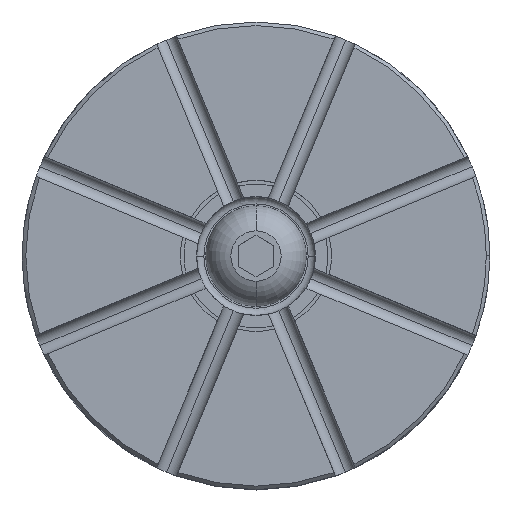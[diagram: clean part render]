
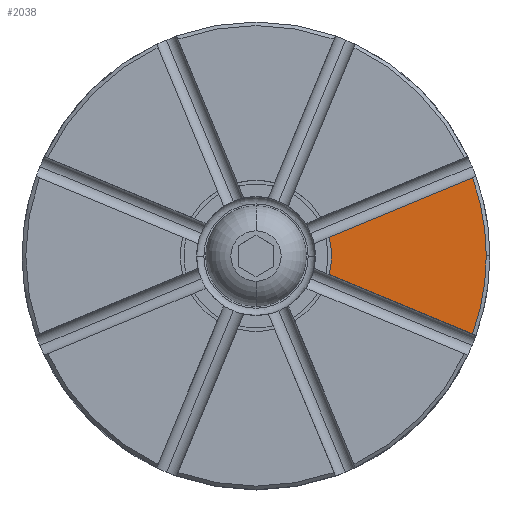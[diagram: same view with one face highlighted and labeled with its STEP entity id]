
A CAD part, top view. The second image highlights one B-rep face of the part: STEP entity #2038.
In plain terms, the highlighted planar face has unit normal (0, 0, 1).
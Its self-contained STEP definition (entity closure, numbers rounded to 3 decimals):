
#23 = FACE_OUTER_BOUND ( 'NONE', #1415, .T. ) ;
#322 = ORIENTED_EDGE ( 'NONE', *, *, #2165, .F. ) ;
#765 = EDGE_CURVE ( 'NONE', #1037, #3342, #6219, .T. ) ;
#932 = DIRECTION ( 'NONE',  ( 0., 0., 1. ) ) ;
#1037 = VERTEX_POINT ( 'NONE', #7328 ) ;
#1084 = VECTOR ( 'NONE', #7621, 1000. ) ;
#1143 = CARTESIAN_POINT ( 'NONE',  ( 10.175, 2.591, 25. ) ) ;
#1415 = EDGE_LOOP ( 'NONE', ( #7354, #4692, #2736, #4237, #322 ) ) ;
#1449 = DIRECTION ( 'NONE',  ( -1., 0., 0. ) ) ;
#1696 = DIRECTION ( 'NONE',  ( 1., 0., 0. ) ) ;
#1863 = DIRECTION ( 'NONE',  ( 1., 0., 0. ) ) ;
#1978 = EDGE_CURVE ( 'NONE', #5904, #4914, #6188, .T. ) ;
#2038 = ADVANCED_FACE ( 'NONE', ( #23 ), #7002, .F. ) ;
#2165 = EDGE_CURVE ( 'NONE', #3342, #6351, #4844, .T. ) ;
#2388 = DIRECTION ( 'NONE',  ( -0.924, 0.383, 0. ) ) ;
#2588 = EDGE_CURVE ( 'NONE', #4914, #6351, #4008, .T. ) ;
#2677 = CARTESIAN_POINT ( 'NONE',  ( 0., -10.5, 25. ) ) ;
#2736 = ORIENTED_EDGE ( 'NONE', *, *, #1978, .T. ) ;
#2767 = CARTESIAN_POINT ( 'NONE',  ( 0., 0., 25. ) ) ;
#3250 = AXIS2_PLACEMENT_3D ( 'NONE', #2767, #932, #1449 ) ;
#3342 = VERTEX_POINT ( 'NONE', #6823 ) ;
#3683 = DIRECTION ( 'NONE',  ( 0., 0., 1. ) ) ;
#3760 = CARTESIAN_POINT ( 'NONE',  ( -3.138, -2.924, 25. ) ) ;
#3921 = AXIS2_PLACEMENT_3D ( 'NONE', #6879, #3683, #1863 ) ;
#4008 = LINE ( 'NONE', #3760, #1084 ) ;
#4153 = EDGE_CURVE ( 'NONE', #1037, #5904, #5670, .T. ) ;
#4237 = ORIENTED_EDGE ( 'NONE', *, *, #2588, .T. ) ;
#4415 = VECTOR ( 'NONE', #2388, 1000. ) ;
#4692 = ORIENTED_EDGE ( 'NONE', *, *, #4153, .T. ) ;
#4844 = CIRCLE ( 'NONE', #3250, 10.5 ) ;
#4914 = VERTEX_POINT ( 'NONE', #6632 ) ;
#5389 = AXIS2_PLACEMENT_3D ( 'NONE', #2677, #8257, #5868 ) ;
#5581 = CARTESIAN_POINT ( 'NONE',  ( 4.286, -0.152, 25. ) ) ;
#5670 = CIRCLE ( 'NONE', #3921, 32. ) ;
#5868 = DIRECTION ( 'NONE',  ( 1., 0., 0. ) ) ;
#5904 = VERTEX_POINT ( 'NONE', #7984 ) ;
#6188 = CIRCLE ( 'NONE', #7276, 32. ) ;
#6219 = LINE ( 'NONE', #5581, #4415 ) ;
#6351 = VERTEX_POINT ( 'NONE', #1143 ) ;
#6632 = CARTESIAN_POINT ( 'NONE',  ( 30.106, 10.847, 25. ) ) ;
#6823 = CARTESIAN_POINT ( 'NONE',  ( 10.175, -2.591, 25. ) ) ;
#6874 = CARTESIAN_POINT ( 'NONE',  ( 0., 0., 25. ) ) ;
#6879 = CARTESIAN_POINT ( 'NONE',  ( 0., 0., 25. ) ) ;
#7002 = PLANE ( 'NONE',  #5389 ) ;
#7276 = AXIS2_PLACEMENT_3D ( 'NONE', #6874, #7461, #1696 ) ;
#7328 = CARTESIAN_POINT ( 'NONE',  ( 30.106, -10.847, 25. ) ) ;
#7354 = ORIENTED_EDGE ( 'NONE', *, *, #765, .F. ) ;
#7461 = DIRECTION ( 'NONE',  ( 0., 0., 1. ) ) ;
#7621 = DIRECTION ( 'NONE',  ( -0.924, -0.383, 0. ) ) ;
#7984 = CARTESIAN_POINT ( 'NONE',  ( 32., 0., 25. ) ) ;
#8257 = DIRECTION ( 'NONE',  ( 0., 0., -1. ) ) ;
